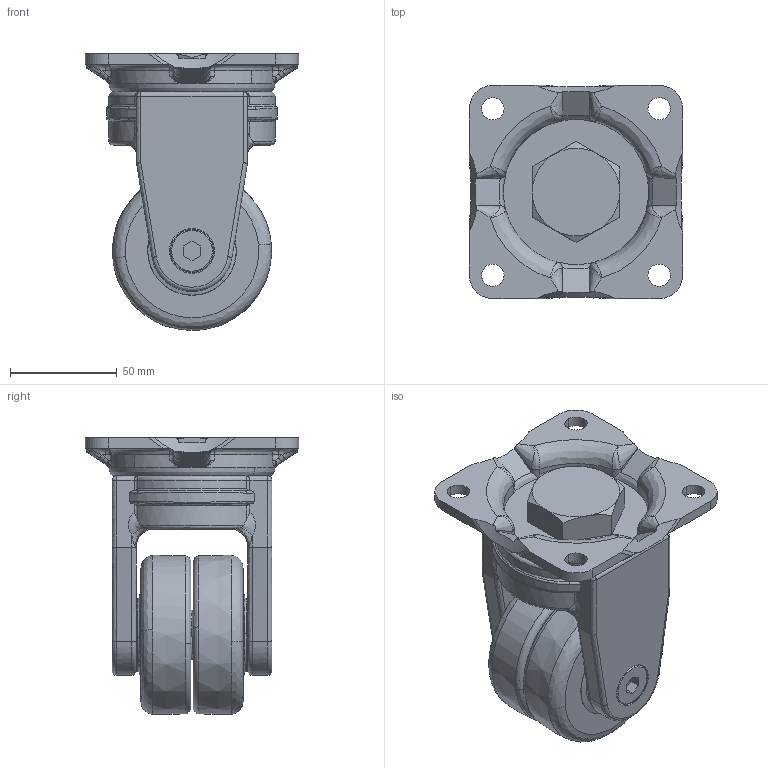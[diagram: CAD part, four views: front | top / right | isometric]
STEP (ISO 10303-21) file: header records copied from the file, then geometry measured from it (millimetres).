
FILE_DESCRIPTION((''),'2;1');
FILE_NAME('','2008-04-30T14:24:23',(''),(''),'','CADfix','');
FILE_SCHEMA(('AUTOMOTIVE_DESIGN { 1 0 10303 214 1 1 1 1 }'));
Length unit declared in the file: millimetre
Bounding box: 100 x 100 x 129.79 mm (x, y, z)
Volume: 446888.1 mm3; surface area: 96247.1 mm2
Topology: 5 solids, 5 shells, 454 faces, 1260 edges, 802 vertices
Faces by surface type: bspline 454
Entity records: 26158 total; most frequent: CARTESIAN_POINT 19391, ORIENTED_EDGE 2464, EDGE_CURVE 1232, VERTEX_POINT 802, EDGE_LOOP 486, FACE_OUTER_BOUND 454, ADVANCED_FACE 454, QUASI_UNIFORM_CURVE 382
